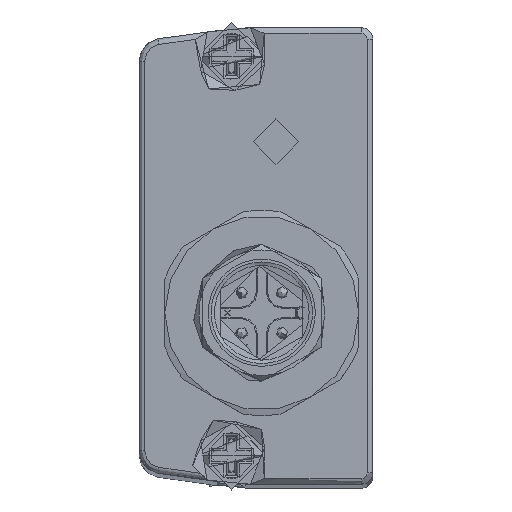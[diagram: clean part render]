
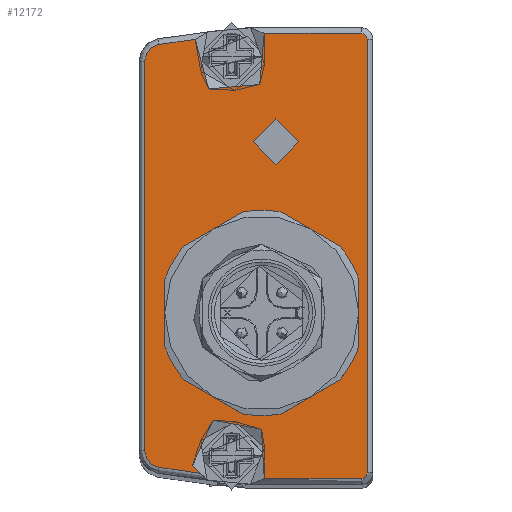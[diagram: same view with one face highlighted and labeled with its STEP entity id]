
A CAD part, top view. The second image highlights one B-rep face of the part: STEP entity #12172.
In plain terms, the highlighted face is planar.
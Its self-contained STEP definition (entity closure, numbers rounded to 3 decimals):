
#396=FACE_BOUND('',#2342,.T.);
#397=FACE_BOUND('',#2343,.T.);
#398=FACE_BOUND('',#2344,.T.);
#972=CIRCLE('',#12969,2.);
#974=CIRCLE('',#12972,7.);
#992=CIRCLE('',#13001,0.5);
#993=CIRCLE('',#13002,0.5);
#994=CIRCLE('',#13003,3.5);
#995=CIRCLE('',#13004,1.5);
#996=CIRCLE('',#13005,1.5);
#997=CIRCLE('',#13006,3.5);
#2342=EDGE_LOOP('',(#8973));
#2343=EDGE_LOOP('',(#8974));
#2344=EDGE_LOOP('',(#8975,#8976,#8977,#8978,#8979,#8980,#8981,#8982,#8983,
#8984,#8985,#8986,#8987,#8988,#8989));
#3347=LINE('',#18571,#4383);
#3348=LINE('',#18573,#4384);
#3372=LINE('',#18671,#4408);
#3373=LINE('',#18675,#4409);
#3374=LINE('',#18680,#4410);
#3375=LINE('',#18684,#4411);
#3376=LINE('',#18688,#4412);
#3377=LINE('',#18690,#4413);
#3378=LINE('',#18693,#4414);
#4383=VECTOR('',#14851,1.528);
#4384=VECTOR('',#14852,7.);
#4408=VECTOR('',#14914,7.);
#4409=VECTOR('',#14917,38.);
#4410=VECTOR('',#14922,3.226);
#4411=VECTOR('',#14925,34.103);
#4412=VECTOR('',#14928,3.711);
#4413=VECTOR('',#14929,1.005);
#4414=VECTOR('',#14932,1.528);
#5356=VERTEX_POINT('',#18530);
#5358=VERTEX_POINT('',#18535);
#5365=VERTEX_POINT('',#18553);
#5366=VERTEX_POINT('',#18570);
#5367=VERTEX_POINT('',#18572);
#5400=VERTEX_POINT('',#18669);
#5401=VERTEX_POINT('',#18670);
#5402=VERTEX_POINT('',#18672);
#5403=VERTEX_POINT('',#18674);
#5404=VERTEX_POINT('',#18677);
#5405=VERTEX_POINT('',#18679);
#5406=VERTEX_POINT('',#18681);
#5407=VERTEX_POINT('',#18683);
#5408=VERTEX_POINT('',#18685);
#5409=VERTEX_POINT('',#18687);
#5410=VERTEX_POINT('',#18689);
#5411=VERTEX_POINT('',#18691);
#6693=EDGE_CURVE('',#5356,#5356,#972,.T.);
#6695=EDGE_CURVE('',#5358,#5358,#974,.T.);
#6702=EDGE_CURVE('',#5365,#5366,#3347,.T.);
#6703=EDGE_CURVE('',#5366,#5367,#3348,.T.);
#6742=EDGE_CURVE('',#5400,#5401,#3372,.T.);
#6743=EDGE_CURVE('',#5400,#5402,#992,.T.);
#6744=EDGE_CURVE('',#5403,#5402,#3373,.T.);
#6745=EDGE_CURVE('',#5403,#5367,#993,.T.);
#6746=EDGE_CURVE('',#5365,#5404,#994,.T.);
#6747=EDGE_CURVE('',#5404,#5405,#3374,.T.);
#6748=EDGE_CURVE('',#5405,#5406,#995,.T.);
#6749=EDGE_CURVE('',#5407,#5406,#3375,.T.);
#6750=EDGE_CURVE('',#5407,#5408,#996,.T.);
#6751=EDGE_CURVE('',#5408,#5409,#3376,.T.);
#6752=EDGE_CURVE('',#5409,#5410,#3377,.T.);
#6753=EDGE_CURVE('',#5410,#5411,#997,.T.);
#6754=EDGE_CURVE('',#5401,#5411,#3378,.T.);
#8973=ORIENTED_EDGE('',*,*,#6693,.T.);
#8974=ORIENTED_EDGE('',*,*,#6695,.T.);
#8975=ORIENTED_EDGE('',*,*,#6742,.F.);
#8976=ORIENTED_EDGE('',*,*,#6743,.T.);
#8977=ORIENTED_EDGE('',*,*,#6744,.F.);
#8978=ORIENTED_EDGE('',*,*,#6745,.T.);
#8979=ORIENTED_EDGE('',*,*,#6703,.F.);
#8980=ORIENTED_EDGE('',*,*,#6702,.F.);
#8981=ORIENTED_EDGE('',*,*,#6746,.T.);
#8982=ORIENTED_EDGE('',*,*,#6747,.T.);
#8983=ORIENTED_EDGE('',*,*,#6748,.T.);
#8984=ORIENTED_EDGE('',*,*,#6749,.F.);
#8985=ORIENTED_EDGE('',*,*,#6750,.T.);
#8986=ORIENTED_EDGE('',*,*,#6751,.T.);
#8987=ORIENTED_EDGE('',*,*,#6752,.T.);
#8988=ORIENTED_EDGE('',*,*,#6753,.T.);
#8989=ORIENTED_EDGE('',*,*,#6754,.F.);
#11810=PLANE('',#13000);
#12172=ADVANCED_FACE('',(#396,#397,#398),#11810,.F.);
#12969=AXIS2_PLACEMENT_3D('',#18531,#14824,#14825);
#12972=AXIS2_PLACEMENT_3D('',#18536,#14830,#14831);
#13000=AXIS2_PLACEMENT_3D('',#18668,#14912,#14913);
#13001=AXIS2_PLACEMENT_3D('',#18673,#14915,#14916);
#13002=AXIS2_PLACEMENT_3D('',#18676,#14918,#14919);
#13003=AXIS2_PLACEMENT_3D('',#18678,#14920,#14921);
#13004=AXIS2_PLACEMENT_3D('',#18682,#14923,#14924);
#13005=AXIS2_PLACEMENT_3D('',#18686,#14926,#14927);
#13006=AXIS2_PLACEMENT_3D('',#18692,#14930,#14931);
#14824=DIRECTION('center_axis',(0.,0.,1.));
#14825=DIRECTION('ref_axis',(1.,0.,0.));
#14830=DIRECTION('center_axis',(0.,0.,1.));
#14831=DIRECTION('ref_axis',(1.,0.,0.));
#14851=DIRECTION('',(1.,0.,0.));
#14852=DIRECTION('',(1.,0.,0.));
#14912=DIRECTION('center_axis',(0.,0.,1.));
#14913=DIRECTION('ref_axis',(1.,0.,0.));
#14914=DIRECTION('',(-1.,0.,0.));
#14915=DIRECTION('center_axis',(0.,0.,
-1.));
#14916=DIRECTION('ref_axis',(0.,1.,0.));
#14917=DIRECTION('',(0.,1.,0.));
#14918=DIRECTION('center_axis',(0.,0.,-1.));
#14919=DIRECTION('ref_axis',(1.,0.,0.));
#14920=DIRECTION('center_axis',(0.,0.,1.));
#14921=DIRECTION('ref_axis',(0.821,-0.571,0.));
#14922=DIRECTION('',(-0.99,0.139,0.));
#14923=DIRECTION('center_axis',(0.,0.,-1.));
#14924=DIRECTION('ref_axis',(-0.179,-0.984,0.));
#14925=DIRECTION('',(0.,-1.,0.));
#14926=DIRECTION('center_axis',(0.,0.,-1.));
#14927=DIRECTION('ref_axis',(-1.,0.,0.));
#14928=DIRECTION('',(0.99,0.139,0.));
#14929=DIRECTION('',(-0.703,-0.711,0.));
#14930=DIRECTION('center_axis',(0.,0.,1.));
#14931=DIRECTION('ref_axis',(-0.972,0.237,0.));
#14932=DIRECTION('',(-1.,0.,0.));
#18530=CARTESIAN_POINT('',(-8.093,8.102,0.));
#18531=CARTESIAN_POINT('Origin',(-6.093,8.102,0.));
#18535=CARTESIAN_POINT('',(-14.334,23.102,0.));
#18536=CARTESIAN_POINT('Origin',(-7.334,23.102,0.));
#18553=CARTESIAN_POINT('',(-7.12,-1.398,0.));
#18570=CARTESIAN_POINT('',(-5.593,-1.398,0.));
#18571=CARTESIAN_POINT('',(-7.12,-1.398,0.));
#18572=CARTESIAN_POINT('',(1.407,-1.398,0.));
#18573=CARTESIAN_POINT('',(-7.12,-1.398,0.));
#18668=CARTESIAN_POINT('Origin',(-7.952,18.102,0.));
#18669=CARTESIAN_POINT('',(1.407,37.602,0.));
#18670=CARTESIAN_POINT('',(-5.593,37.602,0.));
#18671=CARTESIAN_POINT('',(1.407,37.602,0.));
#18672=CARTESIAN_POINT('',(1.907,37.102,0.));
#18673=CARTESIAN_POINT('Origin',(1.407,37.102,0.));
#18674=CARTESIAN_POINT('',(1.907,-0.898,0.));
#18675=CARTESIAN_POINT('',(1.907,-0.898,0.));
#18676=CARTESIAN_POINT('Origin',(1.407,-0.898,0.));
#18677=CARTESIAN_POINT('',(-13.166,-0.873,0.));
#18678=CARTESIAN_POINT('Origin',(-9.993,0.602,0.));
#18679=CARTESIAN_POINT('',(-16.361,-0.425,0.));
#18680=CARTESIAN_POINT('',(-13.166,-0.873,0.));
#18681=CARTESIAN_POINT('',(-17.593,1.051,0.));
#18682=CARTESIAN_POINT('Origin',(-16.093,1.051,0.));
#18683=CARTESIAN_POINT('',(-17.593,35.154,0.));
#18684=CARTESIAN_POINT('',(-17.593,35.154,0.));
#18685=CARTESIAN_POINT('',(-16.361,36.63,0.));
#18686=CARTESIAN_POINT('Origin',(-16.093,35.154,0.));
#18687=CARTESIAN_POINT('',(-12.686,37.145,0.));
#18688=CARTESIAN_POINT('',(-16.361,36.63,0.));
#18689=CARTESIAN_POINT('',(-13.393,36.431,0.));
#18690=CARTESIAN_POINT('',(-12.686,37.145,0.));
#18691=CARTESIAN_POINT('',(-7.12,37.602,0.));
#18692=CARTESIAN_POINT('Origin',(-9.993,35.602,0.));
#18693=CARTESIAN_POINT('',(1.407,37.602,0.));
